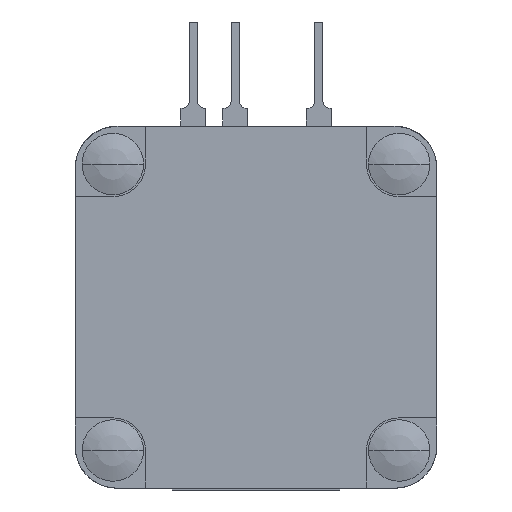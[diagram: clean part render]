
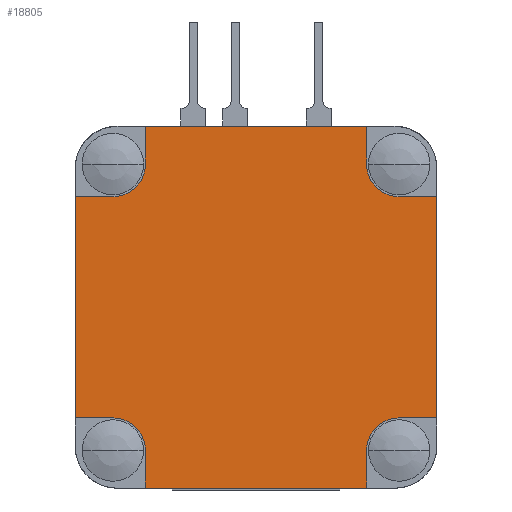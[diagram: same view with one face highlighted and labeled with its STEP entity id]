
A CAD part, front view. The second image highlights one B-rep face of the part: STEP entity #18805.
In plain terms, the highlighted planar face has unit normal (0, -1, 0).
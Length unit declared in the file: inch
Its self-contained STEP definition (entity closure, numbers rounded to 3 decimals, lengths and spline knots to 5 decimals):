
#890=CARTESIAN_POINT('',(-0.3425,-0.808,-0.343));
#891=DIRECTION('',(0.,1.,0.));
#892=DIRECTION('',(0.,0.,1.));
#893=AXIS2_PLACEMENT_3D('',#890,#891,#892);
#904=DIRECTION('',(0.,0.,-1.));
#905=VECTOR('',#904,0.09);
#906=CARTESIAN_POINT('',(0.2645,-0.808,0.432));
#907=LINE('',#906,#905);
#908=DIRECTION('',(-1.,0.,0.));
#909=VECTOR('',#908,0.09);
#910=CARTESIAN_POINT('',(0.4325,-0.808,0.264));
#911=LINE('',#910,#909);
#912=DIRECTION('',(0.,0.,-1.));
#913=VECTOR('',#912,0.529);
#914=CARTESIAN_POINT('',(0.4325,-0.808,0.264));
#915=LINE('',#914,#913);
#916=DIRECTION('',(-1.,0.,0.));
#917=VECTOR('',#916,0.09);
#918=CARTESIAN_POINT('',(0.4325,-0.808,-0.265));
#919=LINE('',#918,#917);
#920=DIRECTION('',(0.,0.,1.));
#921=VECTOR('',#920,0.09);
#922=CARTESIAN_POINT('',(0.2645,-0.808,-0.433));
#923=LINE('',#922,#921);
#924=DIRECTION('',(-1.,0.,0.));
#925=VECTOR('',#924,0.529);
#926=CARTESIAN_POINT('',(0.2645,-0.808,-0.433));
#927=LINE('',#926,#925);
#928=DIRECTION('',(0.,0.,1.));
#929=VECTOR('',#928,0.09);
#930=CARTESIAN_POINT('',(-0.2645,-0.808,-0.433));
#931=LINE('',#930,#929);
#932=DIRECTION('',(1.,0.,0.));
#933=VECTOR('',#932,0.09);
#934=CARTESIAN_POINT('',(-0.4325,-0.808,-0.265));
#935=LINE('',#934,#933);
#936=DIRECTION('',(0.,0.,1.));
#937=VECTOR('',#936,0.529);
#938=CARTESIAN_POINT('',(-0.4325,-0.808,-0.265));
#939=LINE('',#938,#937);
#940=DIRECTION('',(1.,0.,0.));
#941=VECTOR('',#940,0.09);
#942=CARTESIAN_POINT('',(-0.4325,-0.808,0.264));
#943=LINE('',#942,#941);
#944=DIRECTION('',(0.,0.,-1.));
#945=VECTOR('',#944,0.09);
#946=CARTESIAN_POINT('',(-0.2645,-0.808,0.432));
#947=LINE('',#946,#945);
#948=DIRECTION('',(1.,0.,0.));
#949=VECTOR('',#948,0.529);
#950=CARTESIAN_POINT('',(-0.2645,-0.808,0.432));
#951=LINE('',#950,#949);
#956=CARTESIAN_POINT('',(0.3425,-0.808,0.342));
#957=DIRECTION('',(0.,1.,0.));
#958=DIRECTION('',(0.,0.,-1.));
#959=AXIS2_PLACEMENT_3D('',#956,#957,#958);
#1025=CARTESIAN_POINT('',(0.3425,-0.808,-0.343));
#1026=DIRECTION('',(0.,1.,0.));
#1027=DIRECTION('',(-1.,0.,0.));
#1028=AXIS2_PLACEMENT_3D('',#1025,#1026,#1027);
#1094=CARTESIAN_POINT('',(-0.3425,-0.808,0.342));
#1095=DIRECTION('',(0.,1.,0.));
#1096=DIRECTION('',(1.,0.,0.));
#1097=AXIS2_PLACEMENT_3D('',#1094,#1095,#1096);
#17241=CARTESIAN_POINT('',(-0.2645,-0.808,0.432));
#17242=VERTEX_POINT('',#17241);
#17243=CARTESIAN_POINT('',(0.2645,-0.808,0.432));
#17244=VERTEX_POINT('',#17243);
#17249=CARTESIAN_POINT('',(0.4325,-0.808,-0.265));
#17250=VERTEX_POINT('',#17249);
#17251=CARTESIAN_POINT('',(0.4325,-0.808,0.264));
#17252=VERTEX_POINT('',#17251);
#17257=CARTESIAN_POINT('',(0.2645,-0.808,-0.433));
#17258=VERTEX_POINT('',#17257);
#17259=CARTESIAN_POINT('',(-0.2645,-0.808,-0.433));
#17260=VERTEX_POINT('',#17259);
#17265=CARTESIAN_POINT('',(-0.4325,-0.808,-0.265));
#17266=VERTEX_POINT('',#17265);
#17267=CARTESIAN_POINT('',(-0.4325,-0.808,0.264));
#17268=VERTEX_POINT('',#17267);
#17269=CARTESIAN_POINT('',(0.2645,-0.808,-0.343));
#17271=VERTEX_POINT('',#17269);
#17273=CARTESIAN_POINT('',(0.3425,-0.808,-0.265));
#17275=VERTEX_POINT('',#17273);
#17277=CARTESIAN_POINT('',(0.3425,-0.808,0.264));
#17279=VERTEX_POINT('',#17277);
#17281=CARTESIAN_POINT('',(0.2645,-0.808,0.342));
#17283=VERTEX_POINT('',#17281);
#17285=CARTESIAN_POINT('',(-0.2645,-0.808,0.342));
#17287=VERTEX_POINT('',#17285);
#17289=CARTESIAN_POINT('',(-0.3425,-0.808,0.264));
#17291=VERTEX_POINT('',#17289);
#17293=CARTESIAN_POINT('',(-0.3425,-0.808,-0.265));
#17295=VERTEX_POINT('',#17293);
#17297=CARTESIAN_POINT('',(-0.2645,-0.808,-0.343));
#17299=VERTEX_POINT('',#17297);
#18772=CARTESIAN_POINT('',(0.,-0.808,-0.0005));
#18773=DIRECTION('',(0.,1.,0.));
#18774=DIRECTION('',(0.,0.,-1.));
#18775=AXIS2_PLACEMENT_3D('',#18772,#18773,#18774);
#18776=PLANE('',#18775);
#18778=ORIENTED_EDGE('',*,*,#18777,.T.);
#18780=ORIENTED_EDGE('',*,*,#18779,.F.);
#18782=ORIENTED_EDGE('',*,*,#18781,.F.);
#18783=ORIENTED_EDGE('',*,*,#18438,.T.);
#18785=ORIENTED_EDGE('',*,*,#18784,.T.);
#18787=ORIENTED_EDGE('',*,*,#18786,.F.);
#18789=ORIENTED_EDGE('',*,*,#18788,.F.);
#18790=ORIENTED_EDGE('',*,*,#18580,.T.);
#18792=ORIENTED_EDGE('',*,*,#18791,.T.);
#18793=ORIENTED_EDGE('',*,*,#18737,.F.);
#18794=ORIENTED_EDGE('',*,*,#18760,.F.);
#18795=ORIENTED_EDGE('',*,*,#17972,.T.);
#18797=ORIENTED_EDGE('',*,*,#18796,.T.);
#18799=ORIENTED_EDGE('',*,*,#18798,.F.);
#18801=ORIENTED_EDGE('',*,*,#18800,.F.);
#18802=ORIENTED_EDGE('',*,*,#18122,.T.);
#18803=EDGE_LOOP('',(#18778,#18780,#18782,#18783,#18785,#18787,#18789,#18790,
#18792,#18793,#18794,#18795,#18797,#18799,#18801,#18802));
#18804=FACE_OUTER_BOUND('',#18803,.F.);
#18805=ADVANCED_FACE('',(#18804),#18776,.F.);
#894=CIRCLE('',#893,0.078);
#960=CIRCLE('',#959,0.078);
#1029=CIRCLE('',#1028,0.078);
#1098=CIRCLE('',#1097,0.078);
#17972=EDGE_CURVE('',#17266,#17268,#939,.T.);
#18122=EDGE_CURVE('',#17242,#17244,#951,.T.);
#18438=EDGE_CURVE('',#17252,#17250,#915,.T.);
#18580=EDGE_CURVE('',#17258,#17260,#927,.T.);
#18737=EDGE_CURVE('',#17295,#17299,#894,.T.);
#18760=EDGE_CURVE('',#17266,#17295,#935,.T.);
#18777=EDGE_CURVE('',#17244,#17283,#907,.T.);
#18779=EDGE_CURVE('',#17279,#17283,#960,.T.);
#18781=EDGE_CURVE('',#17252,#17279,#911,.T.);
#18784=EDGE_CURVE('',#17250,#17275,#919,.T.);
#18786=EDGE_CURVE('',#17271,#17275,#1029,.T.);
#18788=EDGE_CURVE('',#17258,#17271,#923,.T.);
#18791=EDGE_CURVE('',#17260,#17299,#931,.T.);
#18796=EDGE_CURVE('',#17268,#17291,#943,.T.);
#18798=EDGE_CURVE('',#17287,#17291,#1098,.T.);
#18800=EDGE_CURVE('',#17242,#17287,#947,.T.);
